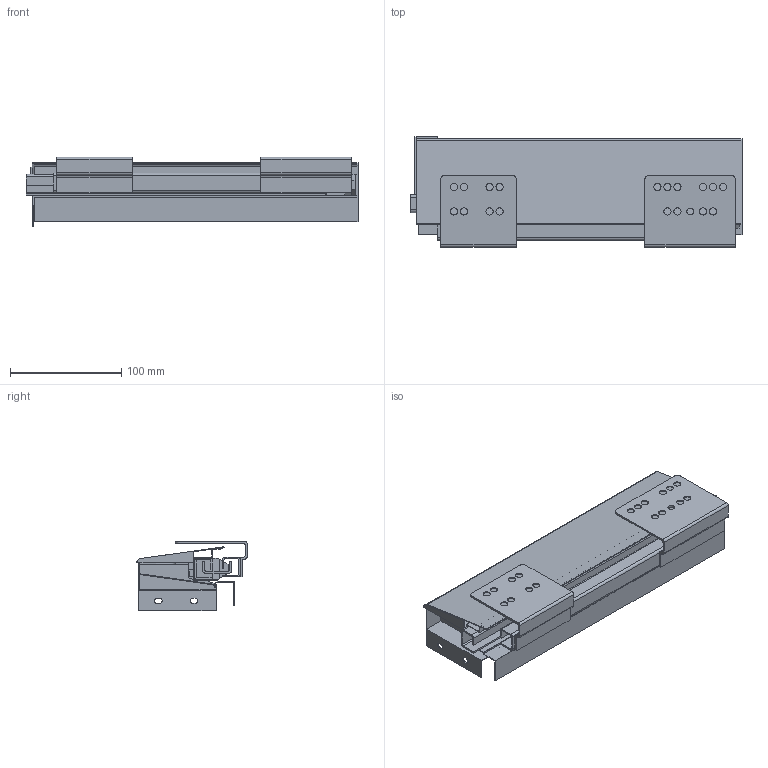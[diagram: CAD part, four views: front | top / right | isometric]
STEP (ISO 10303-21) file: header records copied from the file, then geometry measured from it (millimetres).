
FILE_DESCRIPTION (( 'STEP AP214' ), '1' );
FILE_NAME ('F000437,F000443-CLOSED_LEFT_3D.step', '2022-10-10T14:43:27', ( '' ), ( '' ), 'SwSTEP 2.0', 'SolidWorks 2020', '' );
FILE_SCHEMA (( 'AUTOMOTIVE_DESIGN' ));
Length unit declared in the file: millimetre
Products named in the file (8): NX40-300-CLOSED_LEFT_3D; NX40-drzak zad-H86-LEVY; NX40-300-VNEJSI LEVY; NX40-300-STREDNI; F000437,F000443-CLOSED_LEFT_3D; NX40-300-VNITRNI LEVY; Riex NX40 Bocnice-300-H86-LEVA; NX40-BOCNICE-SESTAVA-H86-300-LEVA
Assembly tree (7 placements, depth 3):
  F000437,F000443-CLOSED_LEFT_3D
    NX40-300-CLOSED_LEFT_3D
      NX40-300-VNEJSI LEVY
      NX40-300-STREDNI
      NX40-300-VNITRNI LEVY
    NX40-BOCNICE-SESTAVA-H86-300-LEVA
      Riex NX40 Bocnice-300-H86-LEVA
      NX40-drzak zad-H86-LEVY
Bounding box: 298.5 x 99.05 x 62.5 mm (x, y, z)
Volume: 156753.1 mm3; surface area: 291920.4 mm2
Topology: 13 solids, 13 shells, 303 faces, 791 edges, 514 vertices
Faces by surface type: plane 170, cylinder 97, cone 36
Entity records: 9735 total; most frequent: DIRECTION 1653, CARTESIAN_POINT 1620, ORIENTED_EDGE 1582, EDGE_CURVE 791, LINE 559, VECTOR 559, AXIS2_PLACEMENT_3D 547, VERTEX_POINT 514
